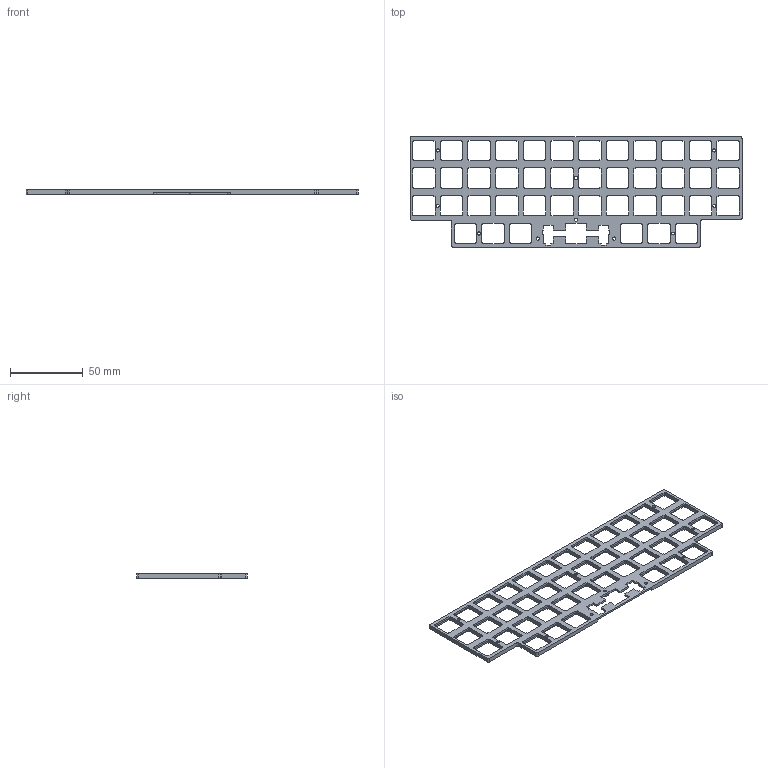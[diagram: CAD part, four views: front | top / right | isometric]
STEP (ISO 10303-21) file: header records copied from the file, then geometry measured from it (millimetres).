
FILE_DESCRIPTION(('HOOPS Exchange Step'),'2;1');
FILE_NAME('temp_export','2023-12-31T13:55:37-05:00',('jscotto'),('Shapr3D Limited'),'HOOPS Exchange 2023.2','Shapr3D','Authorized');
FILE_SCHEMA( ('AUTOMOTIVE_DESIGN { 1 0 10303 214 1 1 1 1 }') );
Length unit declared in the file: millimetre
Products named in the file (1): root
Bounding box: 228.6 x 76.2 x 3 mm (x, y, z)
Volume: 18585.5 mm3; surface area: 23420.1 mm2
Topology: 1 solids, 1 shells, 747 faces, 2255 edges, 1510 vertices
Faces by surface type: plane 725, cylinder 22
Full cylindrical faces by diameter (mm): 2 x1, 2.2 x9
Entity records: 25089 total; most frequent: CARTESIAN_POINT 4513, ORIENTED_EDGE 4510, DIRECTION 3815, EDGE_CURVE 2255, VECTOR 2191, LINE 2191, VERTEX_POINT 1510, EDGE_LOOP 853
